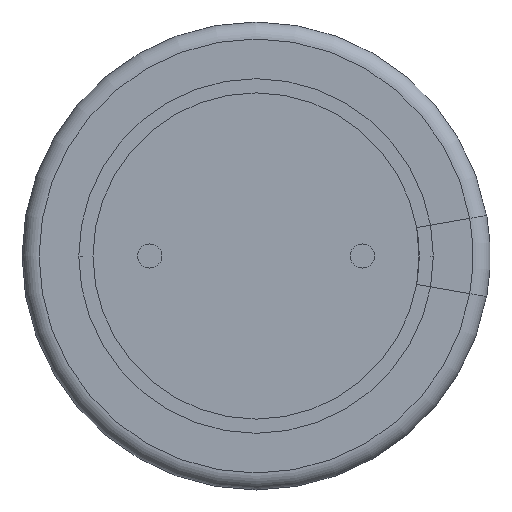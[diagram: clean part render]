
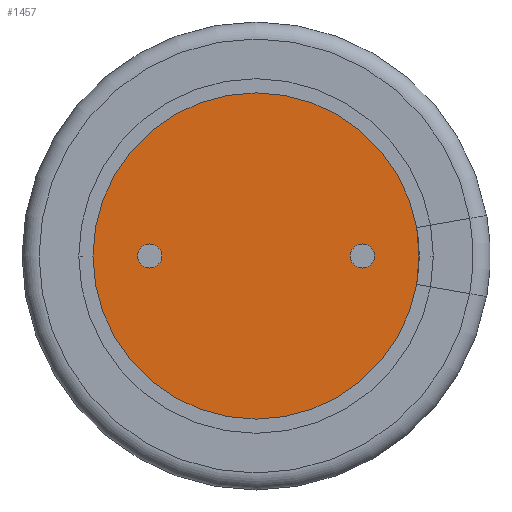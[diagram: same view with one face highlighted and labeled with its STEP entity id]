
A CAD part, front view. The second image highlights one B-rep face of the part: STEP entity #1457.
In plain terms, the highlighted planar face has unit normal (0, -1, 0).
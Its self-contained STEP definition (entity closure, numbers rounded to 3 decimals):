
#263=CARTESIAN_POINT('',(0.,0.7,0.));
#264=DIRECTION('',(0.,1.,0.));
#265=DIRECTION('',(1.,0.,0.));
#266=AXIS2_PLACEMENT_3D('',#263,#264,#265);
#271=CARTESIAN_POINT('',(0.,0.7,0.));
#272=DIRECTION('',(0.,1.,0.));
#273=DIRECTION('',(-1.,0.,0.));
#274=AXIS2_PLACEMENT_3D('',#271,#272,#273);
#279=CARTESIAN_POINT('',(3.75,0.7,0.));
#280=DIRECTION('',(0.,-1.,0.));
#281=DIRECTION('',(-1.,0.,0.));
#282=AXIS2_PLACEMENT_3D('',#279,#280,#281);
#287=CARTESIAN_POINT('',(3.75,0.7,0.));
#288=DIRECTION('',(0.,-1.,0.));
#289=DIRECTION('',(1.,0.,0.));
#290=AXIS2_PLACEMENT_3D('',#287,#288,#289);
#295=CARTESIAN_POINT('',(-3.75,0.7,0.));
#296=DIRECTION('',(0.,-1.,0.));
#297=DIRECTION('',(-1.,0.,0.));
#298=AXIS2_PLACEMENT_3D('',#295,#296,#297);
#303=CARTESIAN_POINT('',(-3.75,0.7,0.));
#304=DIRECTION('',(0.,-1.,0.));
#305=DIRECTION('',(1.,0.,0.));
#306=AXIS2_PLACEMENT_3D('',#303,#304,#305);
#1033=CARTESIAN_POINT('',(5.75,0.7,0.));
#1034=CARTESIAN_POINT('',(-5.75,0.7,0.));
#1035=VERTEX_POINT('',#1033);
#1036=VERTEX_POINT('',#1034);
#1045=CARTESIAN_POINT('',(3.325,0.7,0.));
#1046=CARTESIAN_POINT('',(4.175,0.7,0.));
#1047=VERTEX_POINT('',#1045);
#1048=VERTEX_POINT('',#1046);
#1049=CARTESIAN_POINT('',(-4.175,0.7,0.));
#1050=CARTESIAN_POINT('',(-3.325,0.7,0.));
#1051=VERTEX_POINT('',#1049);
#1052=VERTEX_POINT('',#1050);
#1436=CARTESIAN_POINT('',(0.,0.7,0.));
#1437=DIRECTION('',(0.,1.,0.));
#1438=DIRECTION('',(1.,0.,0.));
#1439=AXIS2_PLACEMENT_3D('',#1436,#1437,#1438);
#1440=PLANE('',#1439);
#1441=ORIENTED_EDGE('',*,*,#1279,.T.);
#1442=ORIENTED_EDGE('',*,*,#1392,.T.);
#1443=EDGE_LOOP('',(#1441,#1442));
#1444=FACE_OUTER_BOUND('',#1443,.F.);
#1446=ORIENTED_EDGE('',*,*,#1445,.T.);
#1448=ORIENTED_EDGE('',*,*,#1447,.T.);
#1449=EDGE_LOOP('',(#1446,#1448));
#1450=FACE_BOUND('',#1449,.F.);
#1452=ORIENTED_EDGE('',*,*,#1451,.T.);
#1454=ORIENTED_EDGE('',*,*,#1453,.T.);
#1455=EDGE_LOOP('',(#1452,#1454));
#1456=FACE_BOUND('',#1455,.F.);
#1457=ADVANCED_FACE('',(#1444,#1450,#1456),#1440,.F.);
#267=CIRCLE('',#266,5.75);
#275=CIRCLE('',#274,5.75);
#283=CIRCLE('',#282,0.425);
#291=CIRCLE('',#290,0.425);
#299=CIRCLE('',#298,0.425);
#307=CIRCLE('',#306,0.425);
#1279=EDGE_CURVE('',#1035,#1036,#267,.T.);
#1392=EDGE_CURVE('',#1036,#1035,#275,.T.);
#1445=EDGE_CURVE('',#1047,#1048,#283,.T.);
#1447=EDGE_CURVE('',#1048,#1047,#291,.T.);
#1451=EDGE_CURVE('',#1051,#1052,#299,.T.);
#1453=EDGE_CURVE('',#1052,#1051,#307,.T.);
